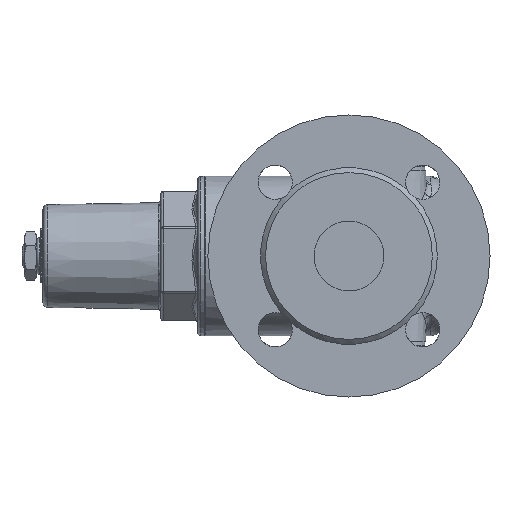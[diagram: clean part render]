
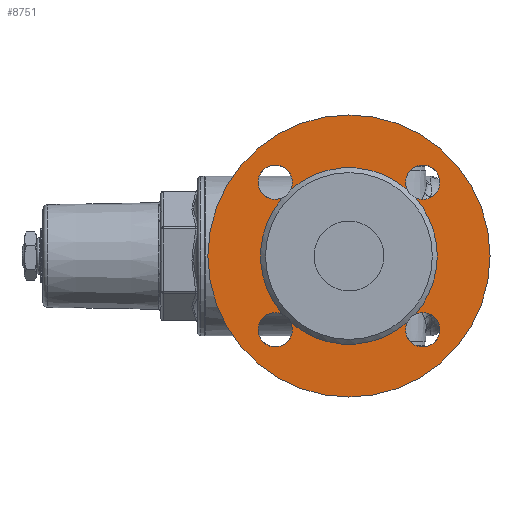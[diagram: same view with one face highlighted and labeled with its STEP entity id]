
A CAD part, left-side view. The second image highlights one B-rep face of the part: STEP entity #8751.
In plain terms, the highlighted planar face has unit normal (-1, 0, 0).
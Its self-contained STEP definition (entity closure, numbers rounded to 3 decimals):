
#201=FACE_BOUND('',#1454,.T.);
#771=PLANE('',#9352);
#914=FACE_OUTER_BOUND('',#1453,.T.);
#1453=EDGE_LOOP('',(#5680));
#1454=EDGE_LOOP('',(#5681,#5682,#5683,#5684,#5685,#5686,#5687,#5688,#5689,
#5690,#5691,#5692,#5693));
#2007=CIRCLE('',#9312,7.);
#2008=CIRCLE('',#9313,7.);
#2009=CIRCLE('',#9315,7.);
#2010=CIRCLE('',#9316,7.);
#2011=CIRCLE('',#9318,7.);
#2012=CIRCLE('',#9319,7.);
#2013=CIRCLE('',#9321,7.);
#2014=CIRCLE('',#9322,7.);
#2016=CIRCLE('',#9325,57.5);
#2031=CIRCLE('',#9346,36.);
#2032=CIRCLE('',#9347,36.);
#2034=CIRCLE('',#9349,36.);
#2035=CIRCLE('',#9350,36.);
#2036=CIRCLE('',#9351,36.);
#3164=VERTEX_POINT('',#13195);
#3165=VERTEX_POINT('',#13196);
#3166=VERTEX_POINT('',#13198);
#3169=VERTEX_POINT('',#13252);
#3170=VERTEX_POINT('',#13253);
#3171=VERTEX_POINT('',#13255);
#3174=VERTEX_POINT('',#13309);
#3175=VERTEX_POINT('',#13310);
#3176=VERTEX_POINT('',#13312);
#3179=VERTEX_POINT('',#13366);
#3180=VERTEX_POINT('',#13367);
#3181=VERTEX_POINT('',#13378);
#3186=VERTEX_POINT('',#13426);
#3198=VERTEX_POINT('',#13530);
#4123=EDGE_CURVE('',#3164,#3165,#2007,.T.);
#4125=EDGE_CURVE('',#3165,#3166,#2008,.T.);
#4129=EDGE_CURVE('',#3169,#3170,#2009,.T.);
#4131=EDGE_CURVE('',#3170,#3171,#2010,.T.);
#4135=EDGE_CURVE('',#3174,#3175,#2011,.T.);
#4137=EDGE_CURVE('',#3175,#3176,#2012,.T.);
#4142=EDGE_CURVE('',#3181,#3179,#2013,.T.);
#4146=EDGE_CURVE('',#3180,#3181,#2014,.T.);
#4149=EDGE_CURVE('',#3186,#3186,#2016,.T.);
#4167=EDGE_CURVE('',#3164,#3171,#2031,.T.);
#4168=EDGE_CURVE('',#3169,#3198,#2032,.T.);
#4171=EDGE_CURVE('',#3198,#3176,#2034,.T.);
#4172=EDGE_CURVE('',#3174,#3179,#2035,.T.);
#4173=EDGE_CURVE('',#3180,#3166,#2036,.T.);
#5680=ORIENTED_EDGE('',*,*,#4149,.T.);
#5681=ORIENTED_EDGE('',*,*,#4123,.T.);
#5682=ORIENTED_EDGE('',*,*,#4125,.T.);
#5683=ORIENTED_EDGE('',*,*,#4173,.F.);
#5684=ORIENTED_EDGE('',*,*,#4146,.T.);
#5685=ORIENTED_EDGE('',*,*,#4142,.T.);
#5686=ORIENTED_EDGE('',*,*,#4172,.F.);
#5687=ORIENTED_EDGE('',*,*,#4135,.T.);
#5688=ORIENTED_EDGE('',*,*,#4137,.T.);
#5689=ORIENTED_EDGE('',*,*,#4171,.F.);
#5690=ORIENTED_EDGE('',*,*,#4168,.F.);
#5691=ORIENTED_EDGE('',*,*,#4129,.T.);
#5692=ORIENTED_EDGE('',*,*,#4131,.T.);
#5693=ORIENTED_EDGE('',*,*,#4167,.F.);
#8751=ADVANCED_FACE('',(#914,#201),#771,.F.);
#9312=AXIS2_PLACEMENT_3D('',#13197,#10020,#10021);
#9313=AXIS2_PLACEMENT_3D('',#13209,#10022,#10023);
#9315=AXIS2_PLACEMENT_3D('',#13254,#10027,#10028);
#9316=AXIS2_PLACEMENT_3D('',#13266,#10029,#10030);
#9318=AXIS2_PLACEMENT_3D('',#13311,#10034,#10035);
#9319=AXIS2_PLACEMENT_3D('',#13323,#10036,#10037);
#9321=AXIS2_PLACEMENT_3D('',#13379,#10041,#10042);
#9322=AXIS2_PLACEMENT_3D('',#13421,#10044,#10045);
#9325=AXIS2_PLACEMENT_3D('',#13428,#10051,#10052);
#9346=AXIS2_PLACEMENT_3D('',#13529,#10094,#10095);
#9347=AXIS2_PLACEMENT_3D('',#13531,#10096,#10097);
#9349=AXIS2_PLACEMENT_3D('',#13535,#10101,#10102);
#9350=AXIS2_PLACEMENT_3D('',#13536,#10103,#10104);
#9351=AXIS2_PLACEMENT_3D('',#13537,#10105,#10106);
#9352=AXIS2_PLACEMENT_3D('',#13538,#10107,#10108);
#10020=DIRECTION('center_axis',(1.,0.,0.));
#10021=DIRECTION('ref_axis',(0.,1.,0.));
#10022=DIRECTION('center_axis',(1.,0.,0.));
#10023=DIRECTION('ref_axis',(0.,1.,0.));
#10027=DIRECTION('center_axis',(1.,0.,0.));
#10028=DIRECTION('ref_axis',(0.,0.,
-1.));
#10029=DIRECTION('center_axis',(1.,0.,0.));
#10030=DIRECTION('ref_axis',(0.,0.,
-1.));
#10034=DIRECTION('center_axis',(1.,0.,0.));
#10035=DIRECTION('ref_axis',(0.,-1.,0.));
#10036=DIRECTION('center_axis',(1.,0.,0.));
#10037=DIRECTION('ref_axis',(0.,-1.,0.));
#10041=DIRECTION('center_axis',(1.,0.,0.));
#10042=DIRECTION('ref_axis',(0.,0.,1.));
#10044=DIRECTION('center_axis',(1.,0.,0.));
#10045=DIRECTION('ref_axis',(0.,0.,1.));
#10051=DIRECTION('center_axis',(-1.,0.,0.));
#10052=DIRECTION('ref_axis',(0.,0.,1.));
#10094=DIRECTION('center_axis',(-1.,0.,0.));
#10095=DIRECTION('ref_axis',(0.,0.,1.));
#10096=DIRECTION('center_axis',(-1.,0.,0.));
#10097=DIRECTION('ref_axis',(0.,0.,1.));
#10101=DIRECTION('center_axis',(-1.,0.,0.));
#10102=DIRECTION('ref_axis',(0.,0.,1.));
#10103=DIRECTION('center_axis',(-1.,0.,0.));
#10104=DIRECTION('ref_axis',(0.,0.,1.));
#10105=DIRECTION('center_axis',(-1.,0.,0.));
#10106=DIRECTION('ref_axis',(0.,0.,1.));
#10107=DIRECTION('center_axis',(1.,0.,0.));
#10108=DIRECTION('ref_axis',(0.,0.,
-1.));
#13195=CARTESIAN_POINT('',(-78.,23.71,-27.09));
#13196=CARTESIAN_POINT('',(-78.,23.052,-30.052));
#13197=CARTESIAN_POINT('Origin',(-78.,30.052,-30.052));
#13198=CARTESIAN_POINT('',(-78.,27.09,-23.71));
#13209=CARTESIAN_POINT('Origin',(-78.,30.052,-30.052));
#13252=CARTESIAN_POINT('',(-78.,-27.09,-23.71));
#13253=CARTESIAN_POINT('',(-78.,-30.052,-23.052));
#13254=CARTESIAN_POINT('Origin',(-78.,-30.052,-30.052));
#13255=CARTESIAN_POINT('',(-78.,-23.71,-27.09));
#13266=CARTESIAN_POINT('Origin',(-78.,-30.052,-30.052));
#13309=CARTESIAN_POINT('',(-78.,-23.71,27.09));
#13310=CARTESIAN_POINT('',(-78.,-23.052,30.052));
#13311=CARTESIAN_POINT('Origin',(-78.,-30.052,30.052));
#13312=CARTESIAN_POINT('',(-78.,-27.09,23.71));
#13323=CARTESIAN_POINT('Origin',(-78.,-30.052,30.052));
#13366=CARTESIAN_POINT('',(-78.,23.71,27.09));
#13367=CARTESIAN_POINT('',(-78.,27.09,23.71));
#13378=CARTESIAN_POINT('',(-78.,30.052,23.052));
#13379=CARTESIAN_POINT('Origin',(-78.,30.052,30.052));
#13421=CARTESIAN_POINT('Origin',(-78.,30.052,30.052));
#13426=CARTESIAN_POINT('',(-78.,-57.5,0.));
#13428=CARTESIAN_POINT('Origin',(-78.,0.,0.));
#13529=CARTESIAN_POINT('Origin',(-78.,0.,0.));
#13530=CARTESIAN_POINT('',(-78.,-36.,0.));
#13531=CARTESIAN_POINT('Origin',(-78.,0.,0.));
#13535=CARTESIAN_POINT('Origin',(-78.,0.,0.));
#13536=CARTESIAN_POINT('Origin',(-78.,0.,0.));
#13537=CARTESIAN_POINT('Origin',(-78.,0.,0.));
#13538=CARTESIAN_POINT('Origin',(-78.,57.5,0.));
